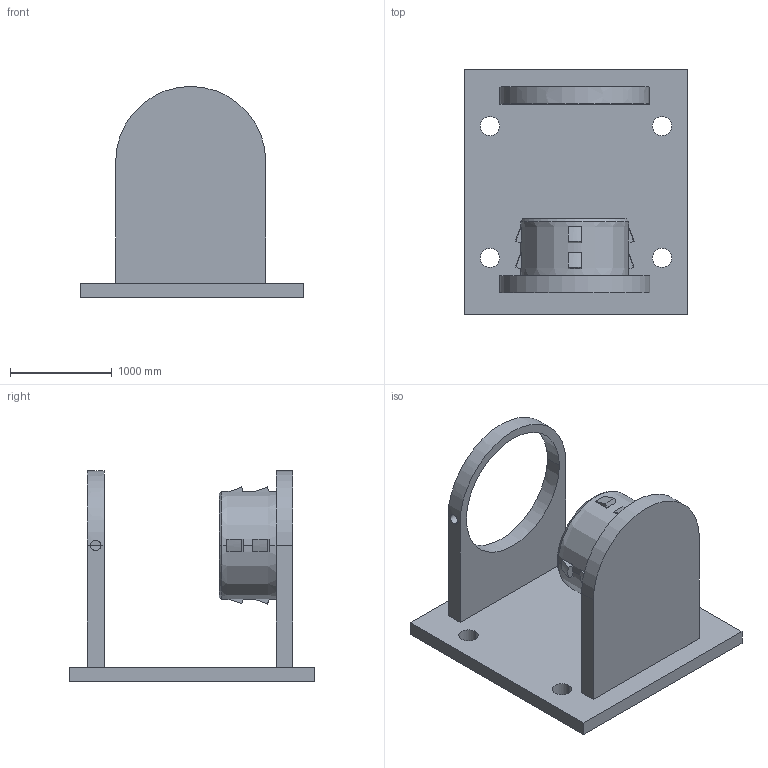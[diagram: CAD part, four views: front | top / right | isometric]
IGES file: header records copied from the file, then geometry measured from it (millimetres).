
Start section: IGES file generated from Kompas f.0 for Windows drawing by the IGES translator from Ascon Ltd., translator version IGESOUT-5.1.
Bounding box: 2197.1 x 2413 x 2072.64 mm (x, y, z)
Volume: 1452032923.9 mm3; surface area: 27026640.8 mm2
Topology: 3 solids, 3 shells, 134 faces, 374 edges, 236 vertices
Faces by surface type: bspline 98, revolution 36
